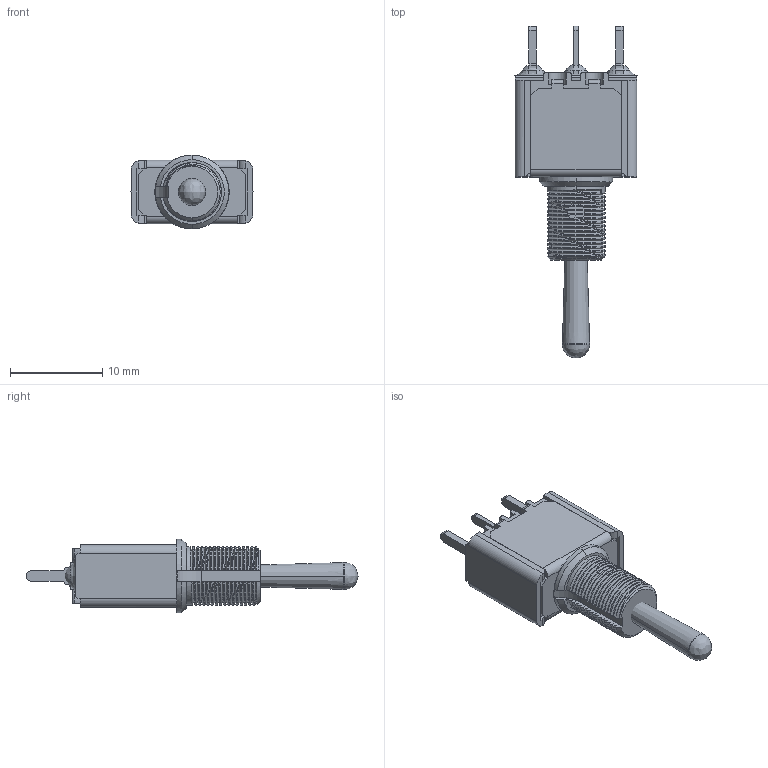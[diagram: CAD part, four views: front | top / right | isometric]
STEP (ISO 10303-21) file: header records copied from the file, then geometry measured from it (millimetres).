
FILE_DESCRIPTION (( 'STEP AP214' ), '1' );
FILE_NAME ('5232cdbk 3d.STEP', '2024-05-23T03:57:06', ( '' ), ( '' ), 'SwSTEP 2.0', 'SolidWorks 2020', '' );
FILE_SCHEMA (( 'AUTOMOTIVE_DESIGN' ));
Length unit declared in the file: centimetre
Products named in the file (1): 5232cdbk 3d
Bounding box: 13.21 x 35.95 x 8 mm (x, y, z)
Surface area: 1443.4 mm2 (no closed solid volume)
Topology: 0 solids, 11 shells, 294 faces, 884 edges, 597 vertices
Faces by surface type: plane 130, cylinder 91, bspline 61, cone 12
Entity records: 23180 total; most frequent: CARTESIAN_POINT 12690, ORIENTED_EDGE 1636, DIRECTION 1206, EDGE_CURVE 880, VERTEX_POINT 597, LINE 506, VECTOR 506, AXIS2_PLACEMENT_3D 350
